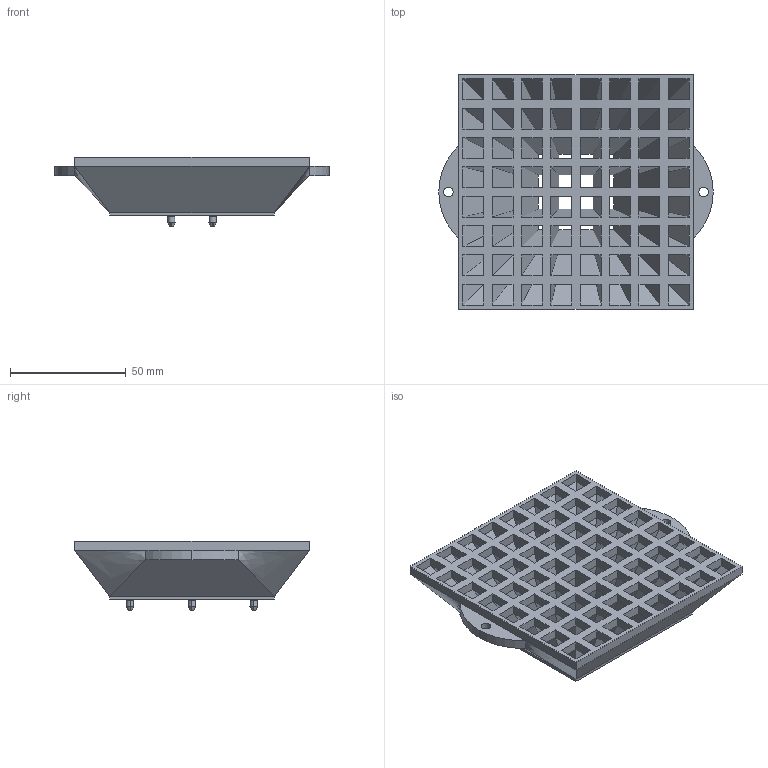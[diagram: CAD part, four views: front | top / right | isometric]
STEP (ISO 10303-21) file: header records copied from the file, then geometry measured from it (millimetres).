
FILE_DESCRIPTION (( 'STEP AP214' ), '1' );
FILE_NAME ('Grid_v6.STEP', '2020-05-07T00:10:25', ( '' ), ( '' ), 'SwSTEP 2.0', 'SolidWorks 2018', '' );
FILE_SCHEMA (( 'AUTOMOTIVE_DESIGN' ));
Length unit declared in the file: millimetre
Products named in the file (1): Grid_v6
Bounding box: 118.73 x 101.6 x 30.25 mm (x, y, z)
Volume: 107550.1 mm3; surface area: 72948.8 mm2
Topology: 1 solids, 1 shells, 966 faces, 2344 edges, 1392 vertices
Faces by surface type: plane 918, cone 24, cylinder 20, bspline 4
Entity records: 27406 total; most frequent: CARTESIAN_POINT 4819, ORIENTED_EDGE 4688, DIRECTION 4346, EDGE_CURVE 2344, LINE 2220, VECTOR 2220, VERTEX_POINT 1392, EDGE_LOOP 1110
